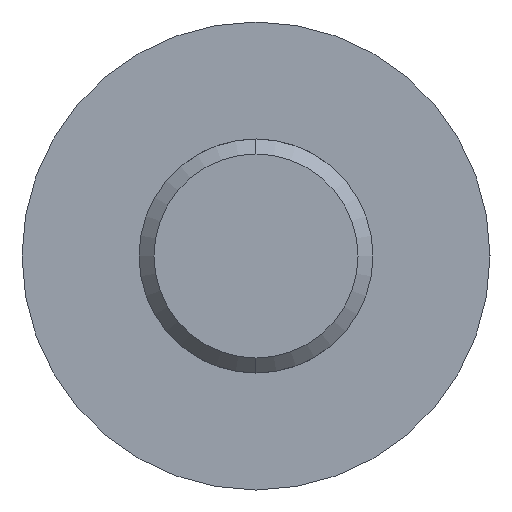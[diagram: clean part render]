
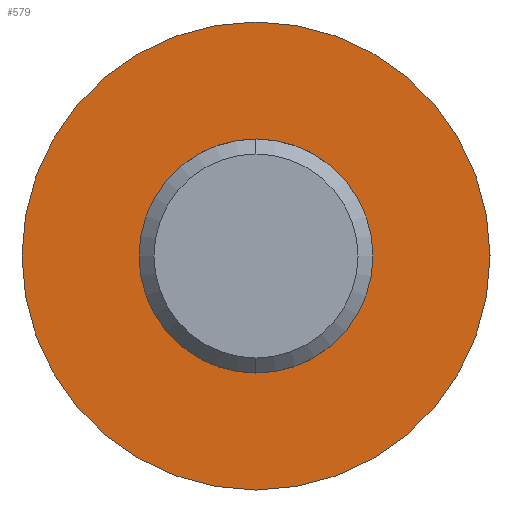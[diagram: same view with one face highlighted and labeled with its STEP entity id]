
A CAD part, left-side view. The second image highlights one B-rep face of the part: STEP entity #579.
In plain terms, the highlighted planar face has unit normal (-1, 0, 0).
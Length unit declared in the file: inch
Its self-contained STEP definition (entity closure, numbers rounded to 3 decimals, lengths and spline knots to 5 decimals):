
#137=CARTESIAN_POINT('',(1.25,0.,0.3125));
#138=VERTEX_POINT('',#137);
#147=CARTESIAN_POINT('',(1.25,0.25,0.1875));
#148=VERTEX_POINT('',#147);
#149=CARTESIAN_POINT('',(1.25,0.0,0.0));
#150=DIRECTION('',(1.0,0.0,0.0));
#151=DIRECTION('',(0.0,0.0,-1.0));
#152=AXIS2_PLACEMENT_3D('',#149,#150,#151);
#153=CIRCLE('',#152,0.3125);
#154=EDGE_CURVE('',#138,#148,#153,.F.);
#181=CARTESIAN_POINT('',(1.25,0.,-0.3125));
#182=VERTEX_POINT('',#181);
#198=CARTESIAN_POINT('',(1.25,0.25,-0.1875));
#199=VERTEX_POINT('',#198);
#206=CARTESIAN_POINT('',(1.25,0.0,0.0));
#207=DIRECTION('',(1.0,0.0,0.0));
#208=DIRECTION('',(0.0,0.0,-1.0));
#209=AXIS2_PLACEMENT_3D('',#206,#207,#208);
#210=CIRCLE('',#209,0.3125);
#211=EDGE_CURVE('',#199,#182,#210,.F.);
#221=CARTESIAN_POINT('',(1.25,0.0,-0.625));
#222=VERTEX_POINT('',#221);
#231=CARTESIAN_POINT('',(1.25,0.,0.625));
#232=VERTEX_POINT('',#231);
#233=CARTESIAN_POINT('',(1.25,0.0,0.0));
#234=DIRECTION('',(1.0,0.0,0.0));
#235=DIRECTION('',(0.0,0.0,-1.0));
#236=AXIS2_PLACEMENT_3D('',#233,#234,#235);
#237=CIRCLE('',#236,0.625);
#238=EDGE_CURVE('',#232,#222,#237,.F.);
#530=CARTESIAN_POINT('',(1.25,0.0,-0.46875));
#531=DIRECTION('',(-1.0,0.0,0.0));
#532=DIRECTION('',(0.0,-1.0,0.0));
#533=AXIS2_PLACEMENT_3D('',#530,#531,#532);
#534=PLANE('',#533);
#535=CARTESIAN_POINT('',(1.25,0.0,0.0));
#536=DIRECTION('',(1.0,0.0,0.0));
#537=DIRECTION('',(0.0,0.0,-1.0));
#538=AXIS2_PLACEMENT_3D('',#535,#536,#537);
#539=CIRCLE('',#538,0.625);
#540=EDGE_CURVE('',#222,#232,#539,.F.);
#541=ORIENTED_EDGE('',*,*,#540,.T.);
#542=ORIENTED_EDGE('',*,*,#238,.T.);
#543=EDGE_LOOP('',(#541,#542));
#544=FACE_OUTER_BOUND('',#543,.T.);
#545=CARTESIAN_POINT('',(1.25,0.25,0.1875));
#546=DIRECTION('',(0.0,0.0,-1.0));
#547=VECTOR('',#546,0.375);
#548=LINE('',#545,#547);
#549=EDGE_CURVE('',#148,#199,#548,.T.);
#550=ORIENTED_EDGE('',*,*,#549,.F.);
#551=ORIENTED_EDGE('',*,*,#154,.F.);
#552=CARTESIAN_POINT('',(1.25,-0.25,0.1875));
#553=VERTEX_POINT('',#552);
#554=CARTESIAN_POINT('',(1.25,0.0,0.0));
#555=DIRECTION('',(1.0,0.0,0.0));
#556=DIRECTION('',(0.0,0.0,-1.0));
#557=AXIS2_PLACEMENT_3D('',#554,#555,#556);
#558=CIRCLE('',#557,0.3125);
#559=EDGE_CURVE('',#553,#138,#558,.F.);
#560=ORIENTED_EDGE('',*,*,#559,.F.);
#561=CARTESIAN_POINT('',(1.25,-0.25,-0.1875));
#562=VERTEX_POINT('',#561);
#563=CARTESIAN_POINT('',(1.25,-0.25,-0.1875));
#564=DIRECTION('',(0.0,0.0,1.0));
#565=VECTOR('',#564,0.375);
#566=LINE('',#563,#565);
#567=EDGE_CURVE('',#562,#553,#566,.T.);
#568=ORIENTED_EDGE('',*,*,#567,.F.);
#569=CARTESIAN_POINT('',(1.25,0.0,0.0));
#570=DIRECTION('',(1.0,0.0,0.0));
#571=DIRECTION('',(0.0,0.0,-1.0));
#572=AXIS2_PLACEMENT_3D('',#569,#570,#571);
#573=CIRCLE('',#572,0.3125);
#574=EDGE_CURVE('',#182,#562,#573,.F.);
#575=ORIENTED_EDGE('',*,*,#574,.F.);
#576=ORIENTED_EDGE('',*,*,#211,.F.);
#577=EDGE_LOOP('',(#550,#551,#560,#568,#575,#576));
#578=FACE_BOUND('',#577,.T.);
#579=ADVANCED_FACE('',(#544,#578),#534,.T.);
